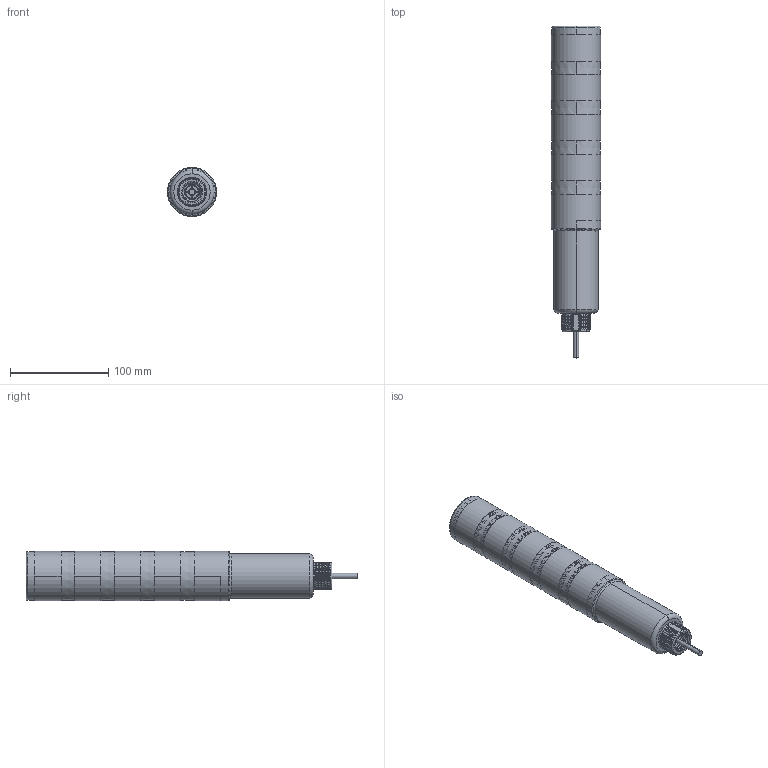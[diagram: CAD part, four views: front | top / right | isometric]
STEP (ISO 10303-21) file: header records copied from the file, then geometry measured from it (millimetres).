
FILE_DESCRIPTION((''),'2;1');
FILE_NAME('168271_SW','2012-10-16T',('banengservice'),('BANNER ENGINEERING'),'PRO/ENGINEER BY PARAMETRIC TECHNOLOGY CORPORATION, 2009141','PRO/ENGINEER BY PARAMETRIC TECHNOLOGY CORPORATION, 2009141','');
FILE_SCHEMA(('CONFIG_CONTROL_DESIGN'));
Products named in the file (1): 168271_SW
Bounding box: 50 x 338.3 x 50 mm (x, y, z)
Volume: 173149.3 mm3; surface area: 151529.7 mm2
Topology: 2 solids, 2 shells, 1945 faces, 4986 edges, 3171 vertices
Faces by surface type: plane 857, cylinder 450, bspline 284, cone 182, torus 100, sphere 72
Entity records: 131310 total; most frequent: CARTESIAN_POINT 85660, ORIENTED_EDGE 9972, DIRECTION 8921, EDGE_CURVE 4986, AXIS2_PLACEMENT_3D 3249, VERTEX_POINT 3171, VECTOR 2423, LINE 2423
